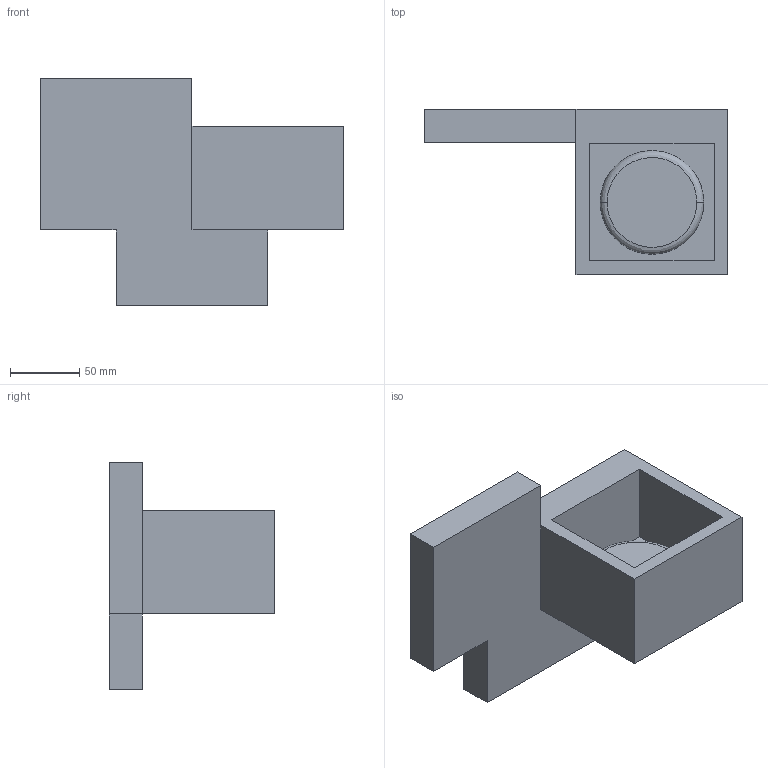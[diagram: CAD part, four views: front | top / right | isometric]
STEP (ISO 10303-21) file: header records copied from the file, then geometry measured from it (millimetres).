
FILE_DESCRIPTION(/* description */ (''),/* implementation_level */ '2;1');
FILE_NAME(/* name */ 'T323_S~1',/* time_stamp */ '2020-02-27T11:37:42+01:00',/* author */ (''),/* organization */ (''),/* preprocessor_version */ 'ST-DEVELOPER v15',/* originating_system */ '',/* authorisation */ '');
FILE_SCHEMA (('AUTOMOTIVE_DESIGN'));
Length unit declared in the file: centimetre
Products named in the file (1): Document
Bounding box: 220 x 120 x 165 mm (x, y, z)
Volume: 1036159.5 mm3; surface area: 139892.2 mm2
Topology: 2 solids, 2 shells, 26 faces, 59 edges, 38 vertices
Faces by surface type: plane 22, bspline 4
Entity records: 716 total; most frequent: CARTESIAN_POINT 278, ORIENTED_EDGE 118, EDGE_CURVE 59, B_SPLINE_CURVE_WITH_KNOTS 49, VERTEX_POINT 38, EDGE_LOOP 27, ADVANCED_FACE 26, FACE_OUTER_BOUND 26
